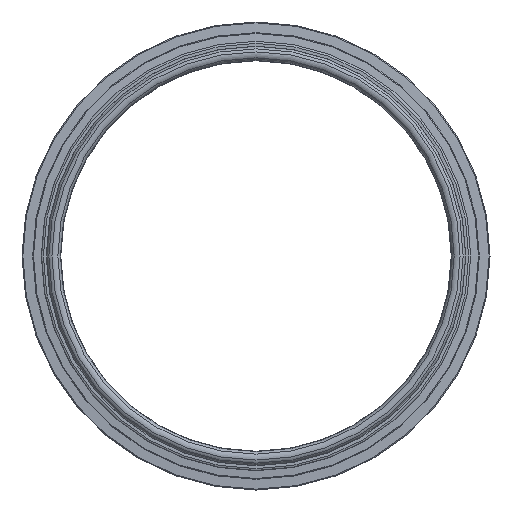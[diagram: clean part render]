
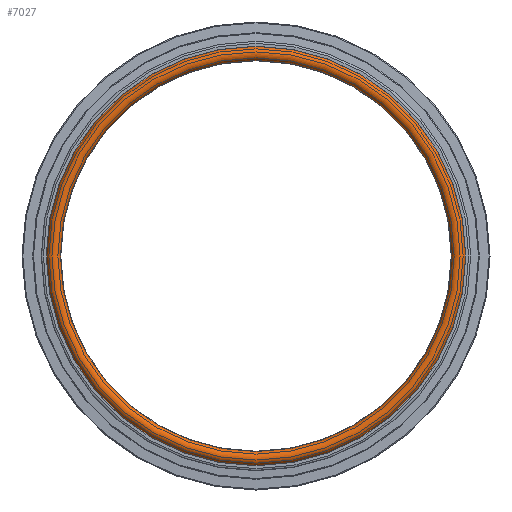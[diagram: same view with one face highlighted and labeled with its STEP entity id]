
A CAD part, front view. The second image highlights one B-rep face of the part: STEP entity #7027.
In plain terms, the highlighted toroidal (fillet/blend) face has major radius 47.39 mm and minor radius 1.66 mm.
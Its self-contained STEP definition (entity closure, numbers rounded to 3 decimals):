
#6985=CARTESIAN_POINT('',(49.05,1.06,0.0));
#6986=VERTEX_POINT('',#6985);
#6987=CARTESIAN_POINT('',(0.0,1.06,0.0));
#6988=DIRECTION('',(0.0,-1.0,0.0));
#6989=DIRECTION('',(1.0,0.0,0.0));
#6990=AXIS2_PLACEMENT_3D('',#6987,#6988,#6989);
#6991=CIRCLE('',#6990,49.05);
#6992=EDGE_CURVE('',#6986,#6986,#6991,.T.);
#7008=CARTESIAN_POINT('',(0.0,1.06,0.0));
#7009=DIRECTION('',(0.0,-1.0,0.0));
#7010=DIRECTION('',(0.0,0.0,-1.0));
#7011=AXIS2_PLACEMENT_3D('',#7008,#7009,#7010);
#7012=TOROIDAL_SURFACE('',#7011,47.39,1.66);
#7013=CARTESIAN_POINT('',(45.73,1.06,0.0));
#7014=VERTEX_POINT('',#7013);
#7015=CARTESIAN_POINT('',(0.0,1.06,0.0));
#7016=DIRECTION('',(0.0,-1.0,0.0));
#7017=DIRECTION('',(1.0,0.0,0.0));
#7018=AXIS2_PLACEMENT_3D('',#7015,#7016,#7017);
#7019=CIRCLE('',#7018,45.73);
#7020=EDGE_CURVE('',#7014,#7014,#7019,.T.);
#7021=ORIENTED_EDGE('',*,*,#7020,.F.);
#7022=EDGE_LOOP('',(#7021));
#7023=FACE_OUTER_BOUND('',#7022,.T.);
#7024=ORIENTED_EDGE('',*,*,#6992,.T.);
#7025=EDGE_LOOP('',(#7024));
#7026=FACE_BOUND('',#7025,.T.);
#7027=ADVANCED_FACE('',(#7023,#7026),#7012,.T.);
